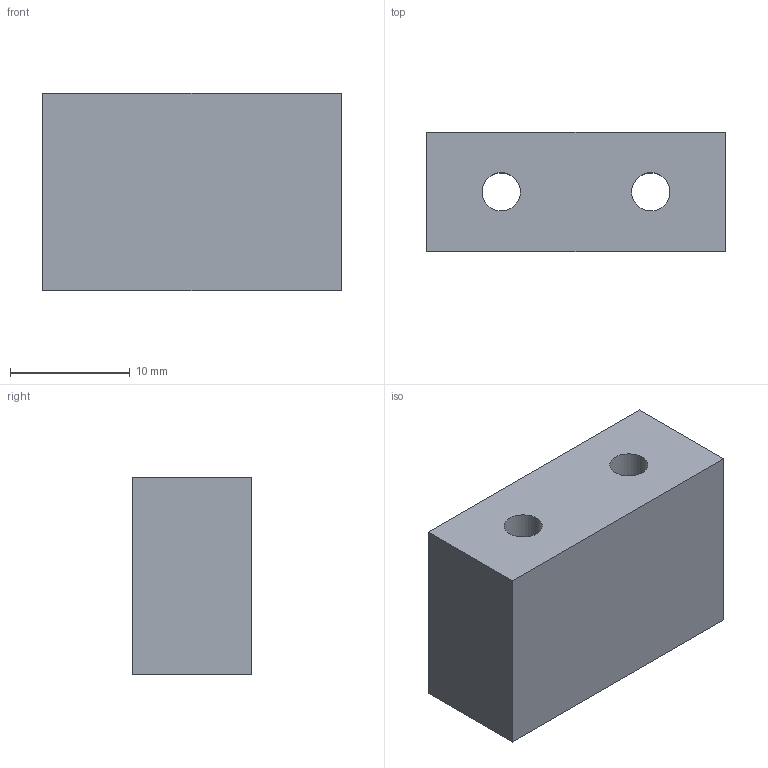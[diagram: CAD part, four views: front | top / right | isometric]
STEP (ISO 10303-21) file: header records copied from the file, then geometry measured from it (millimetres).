
FILE_DESCRIPTION(('FreeCAD Model'),'2;1');
FILE_NAME('output/parts_to_make/sampleBlockA.step','2017-05-02T08:11:48' ,('FreeCAD'),('FreeCAD'),'Open CASCADE STEP processor 7.1','FreeCAD', 'Unknown');
FILE_SCHEMA(('AUTOMOTIVE_DESIGN_CC2 { 1 2 10303 214 -1 1 5 4 }'));
Length unit declared in the file: millimetre
Products named in the file (1): Open CASCADE STEP translator 7.1 10
Bounding box: 25 x 10 x 16.5 mm (x, y, z)
Volume: 3859.6 mm3; surface area: 1954.6 mm2
Topology: 1 solids, 1 shells, 8 faces, 18 edges, 12 vertices
Faces by surface type: plane 6, cylinder 2
Full cylindrical faces by diameter (mm): 3.2 x2
Entity records: 242 total; most frequent: CARTESIAN_POINT 41, DIRECTION 38, ORIENTED_EDGE 36, EDGE_CURVE 18, AXIS2_PLACEMENT_3D 13, FACE_BOUND 12, EDGE_LOOP 12, VERTEX_POINT 12
